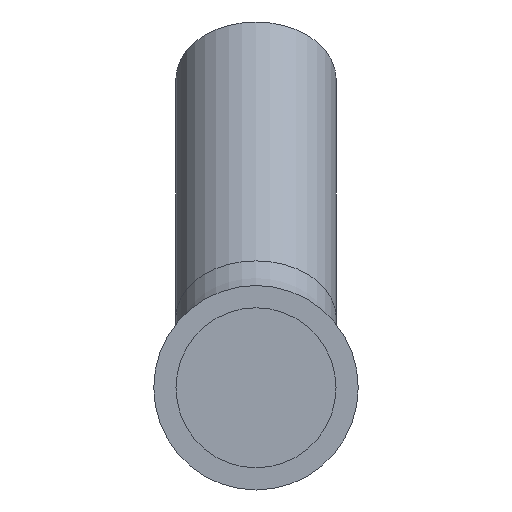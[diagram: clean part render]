
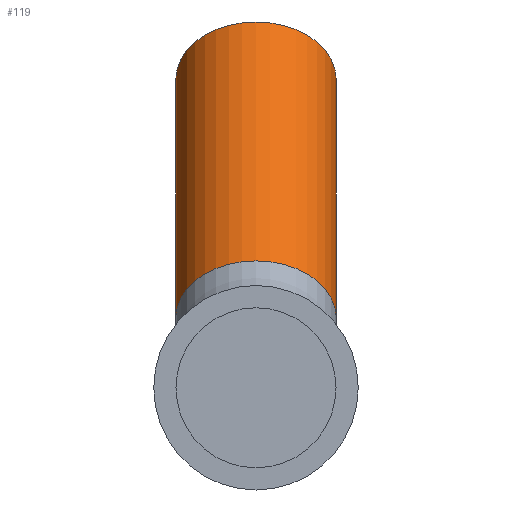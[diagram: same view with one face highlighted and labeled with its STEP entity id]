
A CAD part, front view. The second image highlights one B-rep face of the part: STEP entity #119.
In plain terms, the highlighted cylindrical face has radius 9 mm (diameter 18 mm), a full revolution.
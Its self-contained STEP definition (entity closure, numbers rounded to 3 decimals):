
#25=CYLINDRICAL_SURFACE('',#150,9.);
#41=ORIENTED_EDGE('',*,*,#52,.T.);
#42=ORIENTED_EDGE('',*,*,#51,.F.);
#51=EDGE_CURVE('',#60,#60,#69,.T.);
#52=EDGE_CURVE('',#61,#61,#70,.T.);
#60=VERTEX_POINT('',#217);
#61=VERTEX_POINT('',#220);
#69=CIRCLE('',#149,9.);
#70=CIRCLE('',#151,9.);
#86=EDGE_LOOP('',(#41));
#87=EDGE_LOOP('',(#42));
#104=FACE_BOUND('',#86,.T.);
#105=FACE_BOUND('',#87,.T.);
#119=ADVANCED_FACE('',(#104,#105),#25,.T.);
#149=AXIS2_PLACEMENT_3D('',#216,#185,#186);
#150=AXIS2_PLACEMENT_3D('',#218,#187,#188);
#151=AXIS2_PLACEMENT_3D('',#219,#189,#190);
#185=DIRECTION('',(0.,-0.707,-0.707));
#186=DIRECTION('',(0.,0.707,-0.707));
#187=DIRECTION('',(0.,-0.707,-0.707));
#188=DIRECTION('',(0.,0.707,-0.707));
#189=DIRECTION('',(0.,-0.707,-0.707));
#190=DIRECTION('',(0.,0.707,-0.707));
#216=CARTESIAN_POINT('',(0.,19.092,7.908));
#217=CARTESIAN_POINT('',(0.,25.456,1.544));
#218=CARTESIAN_POINT('',(0.,47.376,36.192));
#219=CARTESIAN_POINT('',(0.,45.962,34.778));
#220=CARTESIAN_POINT('',(0.,52.326,28.414));
